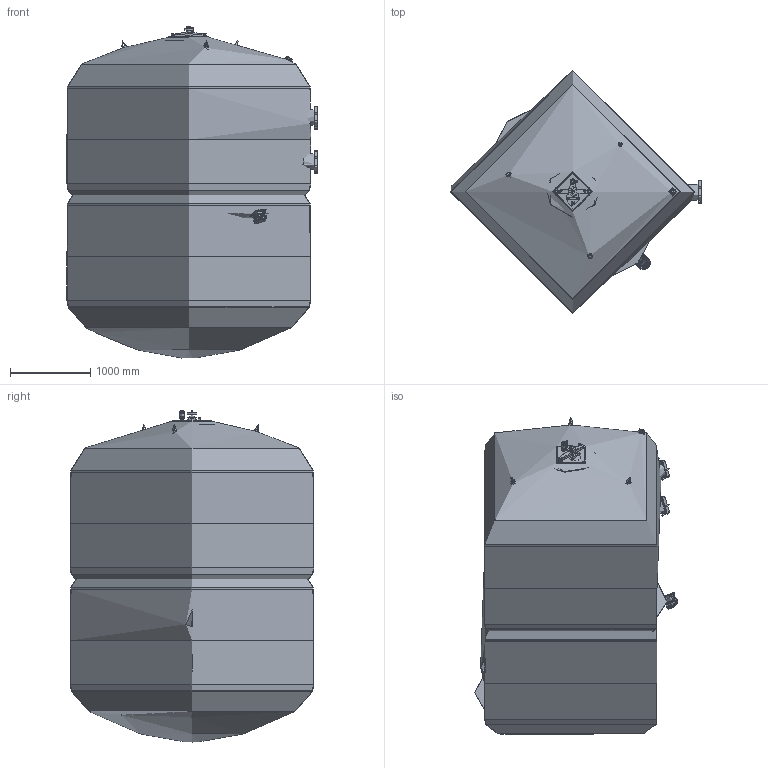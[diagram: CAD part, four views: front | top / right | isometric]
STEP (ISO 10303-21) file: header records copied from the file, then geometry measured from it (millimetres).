
FILE_DESCRIPTION( ( '' ), '1' );
FILE_NAME( '170912 HCFF1182002WVA (VFSCN230020H).stp', '2017-09-18T09:31:20', ( 'Fiberpool Internacional' ), ( 'Fiberpool Internacional' ), 'PSStep 14.0', 'SolidEdgeST3', ' ' );
FILE_SCHEMA( ( 'AUTOMOTIVE_DESIGN { 1 0 10303 214 1 1 1 1 }' ) );
Length unit declared in the file: millimetre
Products named in the file (49): Tapa oval filtro industrial completa 2,5 BARS-oa7; Válvula de bola 32-1pols; Brida Netvitc System Ø90; Desaigua filtre industrial 1pols-oa8; Cancamo de elevación; Manòmetre filtro industrial 2011 -oa9; TAPON NETVITC Ø 90 C-B (CON TORNILLERIA INOX 316); Base tapa ovalada filtro 2,5 BARS-oa4; Manòmetre  ; Sortida Descarga arena Ø90 2010 2350-3000-oa1; filtre 3000 fb 2010-oa11; Assem1; Junta Netvitc System Ø90 EPDM con anillo acero A-4; ½ Brida Netvitc System Ø90; Screw_DIN_912_M8x40_v8.00; Nut_DIN_934_M8_v8.00; Junta Netvitc System Ø90 EPDM; Anillo Acero A-4 Netvitc System Ø90; Tapon Netvitc System Ø90; Portabrida Netvitc System Ø90 PVC; cos manòmetre filtre industrial; fons manòmetre; agulla manòmetre; vidre manòmetre; cos válvula 32-1pols; manguito valvula bola 32-1pols; femella valvula 32-1pols; maneta válvula 32-1pols; Varilla Roscada M-14x165mm Inox 304; TUERCA SUPERIOR SUJ_JUNTA TAP_OV; Base tapa ovalada filtro 2,5 BAR Act-oa3; Volante filtro-oa5; Maneta tapa filtro; Puente; Machon doble rosca 1pols; ; Embellidor manòmetre PVC; Bolt_DIN_580_M24_v8.00; Tubo Ø90 L= 100mm; Embellecedor d-90 ...
Bounding box: 3110 x 3030 x 4128.23 mm (x, y, z)
Volume: 774567663.8 mm3; surface area: 216608690.5 mm2
Topology: 212 solids, 212 shells, 5280 faces, 12986 edges, 8417 vertices
Faces by surface type: plane 3350, cylinder 1332, bspline 224, cone 173, torus 159, sphere 26, offset 10, extrusion 6
Full cylindrical faces by diameter (mm): 4 x48, 6 x45, 6.466 x11, 6.647 x11, 8 x30, 11.835 x5, 12 x5, 13 x19, 14 x27, 14.5 x5, 15.5 x4, 16 x4, 19.6 x8, 20 x9, 20.752 x6, 21 x4, 22 x24, 23 x4, 23.5 x8, 24 x13, 25 x15, 26 x22, 28 x3, 29 x5, 29.605 x8, 32 x23, 33 x3, 35.5 x7, 37.5 x4, 38 x4
Entity records: 62062 total; most frequent: CARTESIAN_POINT 37643, DIRECTION 3683, ORIENTED_EDGE 3268, EDGE_CURVE 1634, AXIS2_PLACEMENT_3D 1383, VERTEX_POINT 1160, EDGE_LOOP 1140, FACE_OUTER_BOUND 945
